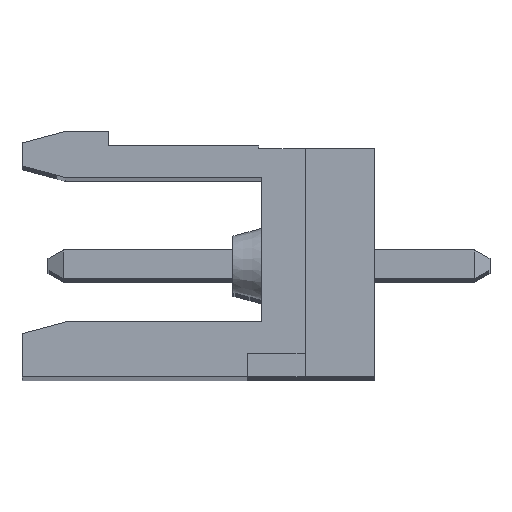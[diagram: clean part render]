
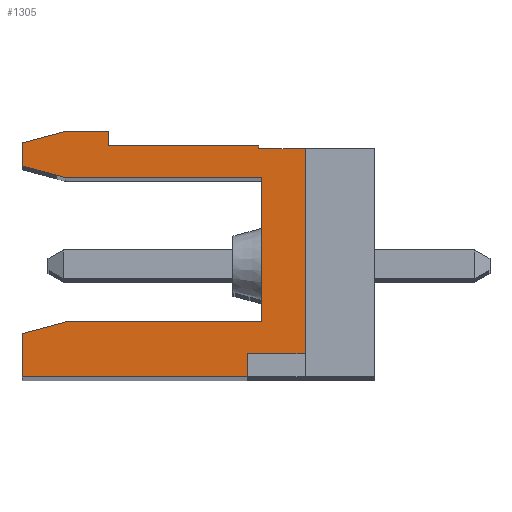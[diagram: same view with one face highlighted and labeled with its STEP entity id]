
A CAD part, top view. The second image highlights one B-rep face of the part: STEP entity #1305.
In plain terms, the highlighted planar face has unit normal (0, 0, 1).
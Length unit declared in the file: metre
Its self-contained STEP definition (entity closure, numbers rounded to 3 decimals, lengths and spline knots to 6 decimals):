
#1305=ADVANCED_FACE('',(#2937),#2938,.F.);
#2937=FACE_OUTER_BOUND('',#4890,.T.);
#2938=PLANE('',#4891);
#4890=EDGE_LOOP('',(#8705,#8706,#8707,#8708,#8709,#8710,#8711,#8712,#8713,#8714,#8715,#8716,#8717,#8718,#8719,#8720,#8721));
#4891=AXIS2_PLACEMENT_3D('',#8722,#8723,#8724);
#8705=ORIENTED_EDGE('',*,*,#11950,.T.);
#8706=ORIENTED_EDGE('',*,*,#11870,.T.);
#8707=ORIENTED_EDGE('',*,*,#13088,.F.);
#8708=ORIENTED_EDGE('',*,*,#13089,.T.);
#8709=ORIENTED_EDGE('',*,*,#13090,.F.);
#8710=ORIENTED_EDGE('',*,*,#13091,.F.);
#8711=ORIENTED_EDGE('',*,*,#12927,.F.);
#8712=ORIENTED_EDGE('',*,*,#12893,.T.);
#8713=ORIENTED_EDGE('',*,*,#13092,.F.);
#8714=ORIENTED_EDGE('',*,*,#13093,.F.);
#8715=ORIENTED_EDGE('',*,*,#12920,.F.);
#8716=ORIENTED_EDGE('',*,*,#13094,.F.);
#8717=ORIENTED_EDGE('',*,*,#13095,.F.);
#8718=ORIENTED_EDGE('',*,*,#13096,.F.);
#8719=ORIENTED_EDGE('',*,*,#12434,.F.);
#8720=ORIENTED_EDGE('',*,*,#13063,.F.);
#8721=ORIENTED_EDGE('',*,*,#13097,.T.);
#8722=CARTESIAN_POINT('',(0.197225,0.26481,0.04693));
#8723=DIRECTION('',(0.0,0.0,-1.0));
#8724=DIRECTION('',(0.0,-1.0,0.0));
#11870=EDGE_CURVE('',#14337,#14335,#14338,.T.);
#11950=EDGE_CURVE('',#14475,#14337,#14478,.T.);
#12434=EDGE_CURVE('',#15272,#15208,#15274,.T.);
#12893=EDGE_CURVE('',#15958,#15962,#15964,.T.);
#12920=EDGE_CURVE('',#15999,#15994,#16001,.T.);
#12927=EDGE_CURVE('',#15958,#16011,#16012,.T.);
#13063=EDGE_CURVE('',#16201,#15272,#16203,.T.);
#13088=EDGE_CURVE('',#16234,#14335,#16235,.T.);
#13089=EDGE_CURVE('',#16234,#16236,#16237,.T.);
#13090=EDGE_CURVE('',#16238,#16236,#16239,.T.);
#13091=EDGE_CURVE('',#16011,#16238,#16240,.T.);
#13092=EDGE_CURVE('',#16241,#15962,#16242,.T.);
#13093=EDGE_CURVE('',#15994,#16241,#16243,.T.);
#13094=EDGE_CURVE('',#16244,#15999,#16245,.T.);
#13095=EDGE_CURVE('',#16246,#16244,#16247,.T.);
#13096=EDGE_CURVE('',#15208,#16246,#16248,.T.);
#13097=EDGE_CURVE('',#16201,#14475,#16249,.T.);
#14335=VERTEX_POINT('',#17864);
#14337=VERTEX_POINT('',#17867);
#14338=LINE('',#17868,#17869);
#14475=VERTEX_POINT('',#18068);
#14478=LINE('',#18073,#18074);
#15208=VERTEX_POINT('',#19162);
#15272=VERTEX_POINT('',#19261);
#15274=LINE('',#19264,#19265);
#15958=VERTEX_POINT('',#20288);
#15962=VERTEX_POINT('',#20294);
#15964=LINE('',#20297,#20298);
#15994=VERTEX_POINT('',#20342);
#15999=VERTEX_POINT('',#20349);
#16001=LINE('',#20352,#20353);
#16011=VERTEX_POINT('',#20367);
#16012=LINE('',#20368,#20369);
#16201=VERTEX_POINT('',#20654);
#16203=LINE('',#20657,#20658);
#16234=VERTEX_POINT('',#20706);
#16235=LINE('',#20707,#20708);
#16236=VERTEX_POINT('',#20709);
#16237=LINE('',#20710,#20711);
#16238=VERTEX_POINT('',#20712);
#16239=LINE('',#20713,#20714);
#16240=LINE('',#20715,#20716);
#16241=VERTEX_POINT('',#20717);
#16242=LINE('',#20718,#20719);
#16243=LINE('',#20720,#20721);
#16244=VERTEX_POINT('',#20722);
#16245=LINE('',#20723,#20724);
#16246=VERTEX_POINT('',#20725);
#16247=LINE('',#20726,#20727);
#16248=LINE('',#20728,#20729);
#16249=LINE('',#20730,#20731);
#17864=CARTESIAN_POINT('',(0.202525,0.25811,0.04693));
#17867=CARTESIAN_POINT('',(0.202525,0.26311,0.04693));
#17868=CARTESIAN_POINT('',(0.202525,0.26481,0.04693));
#17869=VECTOR('',#22332,1.0);
#18068=CARTESIAN_POINT('',(0.195718,0.26311,0.04693));
#18073=CARTESIAN_POINT('',(0.197225,0.26311,0.04693));
#18074=VECTOR('',#22400,1.0);
#19162=CARTESIAN_POINT('',(0.195718,0.26471,0.04693));
#19261=CARTESIAN_POINT('',(0.194225,0.26431,0.04693));
#19264=CARTESIAN_POINT('',(0.195718,0.26471,0.04693));
#19265=VECTOR('',#22801,1.0);
#20288=CARTESIAN_POINT('',(0.202025,0.25701,0.04693));
#20294=CARTESIAN_POINT('',(0.204025,0.25701,0.04693));
#20297=CARTESIAN_POINT('',(0.197225,0.25701,0.04693));
#20298=VECTOR('',#23156,1.0);
#20342=CARTESIAN_POINT('',(0.202425,0.26411,0.04693));
#20349=CARTESIAN_POINT('',(0.202425,0.26421,0.04693));
#20352=CARTESIAN_POINT('',(0.202425,0.26411,0.04693));
#20353=VECTOR('',#23177,1.0);
#20367=CARTESIAN_POINT('',(0.202025,0.25621,0.04693));
#20368=CARTESIAN_POINT('',(0.202025,0.26481,0.04693));
#20369=VECTOR('',#23182,1.0);
#20654=CARTESIAN_POINT('',(0.194225,0.26351,0.04693));
#20657=CARTESIAN_POINT('',(0.194225,0.26441,0.04693));
#20658=VECTOR('',#23283,1.0);
#20706=CARTESIAN_POINT('',(0.195725,0.25811,0.04693));
#20707=CARTESIAN_POINT('',(0.197225,0.25811,0.04693));
#20708=VECTOR('',#23298,1.0);
#20709=CARTESIAN_POINT('',(0.194225,0.257708,0.04693));
#20710=CARTESIAN_POINT('',(0.194225,0.257708,0.04693));
#20711=VECTOR('',#23299,1.0);
#20712=CARTESIAN_POINT('',(0.194225,0.25621,0.04693));
#20713=CARTESIAN_POINT('',(0.194225,0.26441,0.04693));
#20714=VECTOR('',#23300,1.0);
#20715=CARTESIAN_POINT('',(0.194225,0.25621,0.04693));
#20716=VECTOR('',#23301,1.0);
#20717=CARTESIAN_POINT('',(0.204025,0.26411,0.04693));
#20718=CARTESIAN_POINT('',(0.204025,0.25621,0.04693));
#20719=VECTOR('',#23302,1.0);
#20720=CARTESIAN_POINT('',(0.204025,0.26411,0.04693));
#20721=VECTOR('',#23303,1.0);
#20722=CARTESIAN_POINT('',(0.197225,0.26421,0.04693));
#20723=CARTESIAN_POINT('',(0.202425,0.26421,0.04693));
#20724=VECTOR('',#23304,1.0);
#20725=CARTESIAN_POINT('',(0.197225,0.26471,0.04693));
#20726=CARTESIAN_POINT('',(0.197225,0.26431,0.04693));
#20727=VECTOR('',#23305,1.0);
#20728=CARTESIAN_POINT('',(0.197225,0.26471,0.04693));
#20729=VECTOR('',#23306,1.0);
#20730=CARTESIAN_POINT('',(0.196699,0.262847,0.04693));
#20731=VECTOR('',#23307,1.0);
#22332=DIRECTION('',(0.,-1.0,0.0));
#22400=DIRECTION('',(1.0,0.0,0.0));
#22801=DIRECTION('',(0.966,0.259,0.0));
#23156=DIRECTION('',(1.0,0.0,0.0));
#23177=DIRECTION('',(0.0,-1.0,0.0));
#23182=DIRECTION('',(0.0,-1.0,0.0));
#23283=DIRECTION('',(0.0,1.0,0.0));
#23298=DIRECTION('',(1.0,0.0,0.0));
#23299=DIRECTION('',(-0.966,-0.259,0.0));
#23300=DIRECTION('',(0.0,1.0,0.0));
#23301=DIRECTION('',(-1.0,0.0,0.0));
#23302=DIRECTION('',(0.0,-1.0,0.0));
#23303=DIRECTION('',(1.0,0.0,0.0));
#23304=DIRECTION('',(1.0,0.0,0.0));
#23305=DIRECTION('',(0.,-1.0,-0.0));
#23306=DIRECTION('',(1.0,0.0,0.0));
#23307=DIRECTION('',(0.966,-0.259,0.0));
